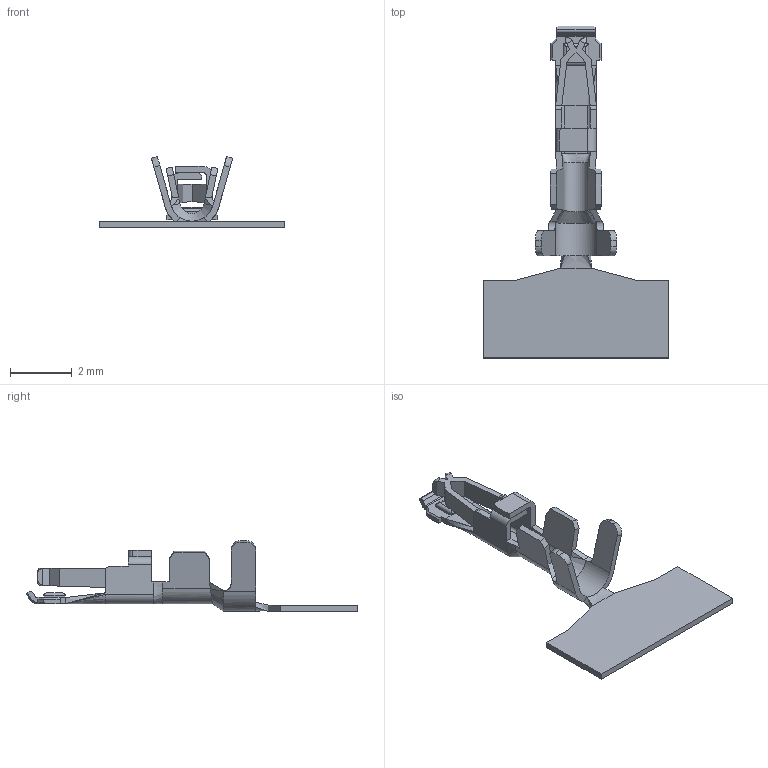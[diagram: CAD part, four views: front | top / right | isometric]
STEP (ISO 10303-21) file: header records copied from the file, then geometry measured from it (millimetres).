
FILE_DESCRIPTION((''),'2;1');
FILE_NAME('5055721000','2018-08-28T',('gga'),(''),'PRO/ENGINEER BY PARAMETRIC TECHNOLOGY CORPORATION, 2016010','PRO/ENGINEER BY PARAMETRIC TECHNOLOGY CORPORATION, 2016010','');
FILE_SCHEMA(('CONFIG_CONTROL_DESIGN'));
Length unit declared in the file: millimetre
Products named in the file (1): 5055721000
Bounding box: 6 x 10.72 x 2.29 mm (x, y, z)
Volume: 8.1 mm3; surface area: 94.4 mm2
Topology: 1 solids, 1 shells, 164 faces, 450 edges, 286 vertices
Faces by surface type: plane 115, cylinder 31, bspline 16, cone 2
Entity records: 6095 total; most frequent: CARTESIAN_POINT 2013, ORIENTED_EDGE 900, DIRECTION 749, EDGE_CURVE 450, VECTOR 341, LINE 341, VERTEX_POINT 286, AXIS2_PLACEMENT_3D 204
